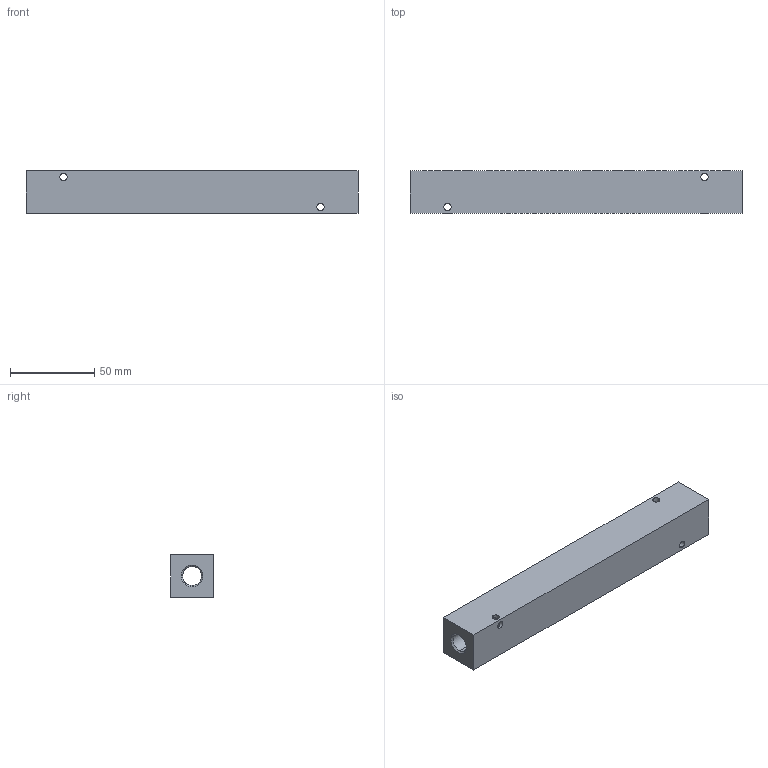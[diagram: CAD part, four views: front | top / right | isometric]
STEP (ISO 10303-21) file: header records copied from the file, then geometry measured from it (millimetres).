
FILE_DESCRIPTION (( 'STEP AP214' ), '1' );
FILE_NAME ('MRP-10CB.step', '2018-10-25T18:32:06', ( '' ), ( '' ), 'SwSTEP 2.0', 'SolidWorks 2018', '' );
FILE_SCHEMA (( 'AUTOMOTIVE_DESIGN' ));
Length unit declared in the file: inch
Products named in the file (1): MRP-10CB
Bounding box: 196.85 x 25.4 x 25.4 mm (x, y, z)
Volume: 101866.2 mm3; surface area: 29890.7 mm2
Topology: 1 solids, 1 shells, 68 faces, 174 edges, 104 vertices
Faces by surface type: cylinder 38, cone 24, plane 6
Entity records: 2862 total; most frequent: CARTESIAN_POINT 1155, ORIENTED_EDGE 348, DIRECTION 340, EDGE_CURVE 174, AXIS2_PLACEMENT_3D 133, VERTEX_POINT 104, EDGE_LOOP 98, LINE 74
